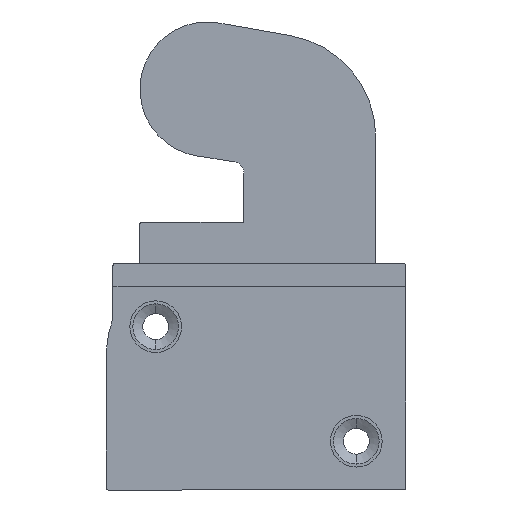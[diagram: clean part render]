
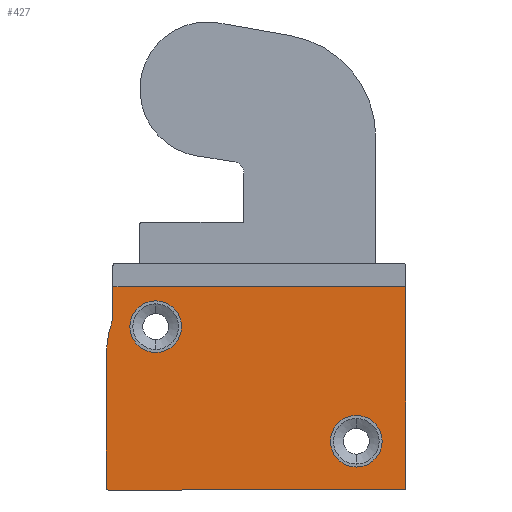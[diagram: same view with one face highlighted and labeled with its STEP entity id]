
A CAD part, left-side view. The second image highlights one B-rep face of the part: STEP entity #427.
In plain terms, the highlighted planar face has unit normal (-1, 0, 0).
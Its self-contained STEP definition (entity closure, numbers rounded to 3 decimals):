
#144 = CARTESIAN_POINT ( 'NONE',  ( -250., 282.4, 78. ) ) ;
#179 = AXIS2_PLACEMENT_3D ( 'NONE', #1768, #2166, #2376 ) ;
#182 = VERTEX_POINT ( 'NONE', #771 ) ;
#192 = DIRECTION ( 'NONE',  ( -1., 0., 0. ) ) ;
#194 = VERTEX_POINT ( 'NONE', #1922 ) ;
#197 = ORIENTED_EDGE ( 'NONE', *, *, #1906, .F. ) ;
#238 = EDGE_CURVE ( 'NONE', #1883, #1204, #1449, .T. ) ;
#242 = CARTESIAN_POINT ( 'NONE',  ( -250., 324.85, 94.921 ) ) ;
#244 = ORIENTED_EDGE ( 'NONE', *, *, #1008, .T. ) ;
#250 = CIRCLE ( 'NONE', #1243, 0.3 ) ;
#286 = LINE ( 'NONE', #685, #1244 ) ;
#302 = EDGE_CURVE ( 'NONE', #194, #475, #250, .T. ) ;
#306 = VERTEX_POINT ( 'NONE', #2423 ) ;
#351 = CARTESIAN_POINT ( 'NONE',  ( -250., 326., 88.5 ) ) ;
#356 = DIRECTION ( 'NONE',  ( 0., 0., 1. ) ) ;
#382 = ORIENTED_EDGE ( 'NONE', *, *, #560, .T. ) ;
#427 = ADVANCED_FACE ( 'NONE', ( #563, #460, #1475 ), #973, .F. ) ;
#446 = VERTEX_POINT ( 'NONE', #1757 ) ;
#456 = LINE ( 'NONE', #2361, #953 ) ;
#460 = FACE_BOUND ( 'NONE', #476, .T. ) ;
#475 = VERTEX_POINT ( 'NONE', #2006 ) ;
#476 = EDGE_LOOP ( 'NONE', ( #2108, #2363 ) ) ;
#482 = AXIS2_PLACEMENT_3D ( 'NONE', #1332, #192, #1521 ) ;
#486 = DIRECTION ( 'NONE',  ( 0., 0., 1. ) ) ;
#538 = VECTOR ( 'NONE', #356, 1000. ) ;
#554 = DIRECTION ( 'NONE',  ( 0., 0., 1. ) ) ;
#560 = EDGE_CURVE ( 'NONE', #182, #306, #598, .T. ) ;
#563 = FACE_BOUND ( 'NONE', #1948, .T. ) ;
#598 = CIRCLE ( 'NONE', #1451, 0.3 ) ;
#604 = CARTESIAN_POINT ( 'NONE',  ( -250., 324.85, 104.2 ) ) ;
#614 = VERTEX_POINT ( 'NONE', #1202 ) ;
#682 = ORIENTED_EDGE ( 'NONE', *, *, #2440, .T. ) ;
#685 = CARTESIAN_POINT ( 'NONE',  ( -250., 325.7, 65. ) ) ;
#688 = DIRECTION ( 'NONE',  ( 0., -1., 0. ) ) ;
#717 = ORIENTED_EDGE ( 'NONE', *, *, #742, .T. ) ;
#742 = EDGE_CURVE ( 'NONE', #306, #1782, #1558, .T. ) ;
#754 = CARTESIAN_POINT ( 'NONE',  ( -250., 282.4, 73.5 ) ) ;
#767 = ORIENTED_EDGE ( 'NONE', *, *, #1559, .F. ) ;
#771 = CARTESIAN_POINT ( 'NONE',  ( -250., 274.1, 65. ) ) ;
#787 = CIRCLE ( 'NONE', #1019, 18.5 ) ;
#859 = EDGE_CURVE ( 'NONE', #1384, #194, #1874, .T. ) ;
#870 = DIRECTION ( 'NONE',  ( -1., 0., 0. ) ) ;
#875 = CARTESIAN_POINT ( 'NONE',  ( -250., 307.5, 88.5 ) ) ;
#926 = VERTEX_POINT ( 'NONE', #242 ) ;
#953 = VECTOR ( 'NONE', #688, 1000. ) ;
#973 = PLANE ( 'NONE',  #2419 ) ;
#989 = CARTESIAN_POINT ( 'NONE',  ( -250., 282.4, 69. ) ) ;
#993 = EDGE_LOOP ( 'NONE', ( #1165, #244, #682, #1184, #2140, #2258, #382, #717 ) ) ;
#1008 = EDGE_CURVE ( 'NONE', #1511, #926, #1110, .T. ) ;
#1019 = AXIS2_PLACEMENT_3D ( 'NONE', #875, #2240, #1065 ) ;
#1024 = DIRECTION ( 'NONE',  ( 0., 0., 1. ) ) ;
#1065 = DIRECTION ( 'NONE',  ( 0., 0., 1. ) ) ;
#1110 = LINE ( 'NONE', #604, #1562 ) ;
#1165 = ORIENTED_EDGE ( 'NONE', *, *, #1529, .F. ) ;
#1168 = DIRECTION ( 'NONE',  ( 0., 0., 1. ) ) ;
#1178 = EDGE_CURVE ( 'NONE', #1204, #1883, #2297, .T. ) ;
#1184 = ORIENTED_EDGE ( 'NONE', *, *, #859, .T. ) ;
#1202 = CARTESIAN_POINT ( 'NONE',  ( -250., 317.4, 98. ) ) ;
#1204 = VERTEX_POINT ( 'NONE', #989 ) ;
#1243 = AXIS2_PLACEMENT_3D ( 'NONE', #2034, #870, #486 ) ;
#1244 = VECTOR ( 'NONE', #2040, 1000. ) ;
#1287 = AXIS2_PLACEMENT_3D ( 'NONE', #1503, #1963, #1024 ) ;
#1332 = CARTESIAN_POINT ( 'NONE',  ( -250., 317.4, 93.5 ) ) ;
#1384 = VERTEX_POINT ( 'NONE', #351 ) ;
#1418 = CARTESIAN_POINT ( 'NONE',  ( -250., 326., 88.5 ) ) ;
#1449 = CIRCLE ( 'NONE', #2213, 4.5 ) ;
#1451 = AXIS2_PLACEMENT_3D ( 'NONE', #2330, #2164, #1502 ) ;
#1470 = CIRCLE ( 'NONE', #1287, 4.5 ) ;
#1475 = FACE_OUTER_BOUND ( 'NONE', #993, .T. ) ;
#1502 = DIRECTION ( 'NONE',  ( 0., 0., 1. ) ) ;
#1503 = CARTESIAN_POINT ( 'NONE',  ( -250., 317.4, 93.5 ) ) ;
#1511 = VERTEX_POINT ( 'NONE', #2183 ) ;
#1521 = DIRECTION ( 'NONE',  ( 0., 0., 1. ) ) ;
#1529 = EDGE_CURVE ( 'NONE', #1511, #1782, #456, .T. ) ;
#1558 = LINE ( 'NONE', #1754, #538 ) ;
#1559 = EDGE_CURVE ( 'NONE', #614, #446, #1470, .T. ) ;
#1562 = VECTOR ( 'NONE', #2107, 1000. ) ;
#1566 = CARTESIAN_POINT ( 'NONE',  ( -250., 274.1, 65.3 ) ) ;
#1641 = CARTESIAN_POINT ( 'NONE',  ( -250., 273.8, 100.481 ) ) ;
#1643 = CIRCLE ( 'NONE', #482, 4.5 ) ;
#1754 = CARTESIAN_POINT ( 'NONE',  ( -250., 273.8, 65.3 ) ) ;
#1757 = CARTESIAN_POINT ( 'NONE',  ( -250., 317.4, 89. ) ) ;
#1768 = CARTESIAN_POINT ( 'NONE',  ( -250., 282.4, 73.5 ) ) ;
#1782 = VERTEX_POINT ( 'NONE', #1641 ) ;
#1874 = LINE ( 'NONE', #1418, #2338 ) ;
#1883 = VERTEX_POINT ( 'NONE', #144 ) ;
#1903 = DIRECTION ( 'NONE',  ( -1., 0., 0. ) ) ;
#1906 = EDGE_CURVE ( 'NONE', #446, #614, #1643, .T. ) ;
#1922 = CARTESIAN_POINT ( 'NONE',  ( -250., 326., 65.3 ) ) ;
#1948 = EDGE_LOOP ( 'NONE', ( #767, #197 ) ) ;
#1963 = DIRECTION ( 'NONE',  ( -1., 0., 0. ) ) ;
#2006 = CARTESIAN_POINT ( 'NONE',  ( -250., 325.7, 65. ) ) ;
#2034 = CARTESIAN_POINT ( 'NONE',  ( -250., 325.7, 65.3 ) ) ;
#2040 = DIRECTION ( 'NONE',  ( 0., -1., 0. ) ) ;
#2107 = DIRECTION ( 'NONE',  ( 0., 0., -1. ) ) ;
#2108 = ORIENTED_EDGE ( 'NONE', *, *, #238, .F. ) ;
#2140 = ORIENTED_EDGE ( 'NONE', *, *, #302, .T. ) ;
#2164 = DIRECTION ( 'NONE',  ( -1., 0., 0. ) ) ;
#2166 = DIRECTION ( 'NONE',  ( -1., 0., 0. ) ) ;
#2183 = CARTESIAN_POINT ( 'NONE',  ( -250., 324.85, 100.481 ) ) ;
#2213 = AXIS2_PLACEMENT_3D ( 'NONE', #754, #1903, #554 ) ;
#2240 = DIRECTION ( 'NONE',  ( -1., 0., 0. ) ) ;
#2258 = ORIENTED_EDGE ( 'NONE', *, *, #2447, .T. ) ;
#2293 = DIRECTION ( 'NONE',  ( 0., 0., -1. ) ) ;
#2297 = CIRCLE ( 'NONE', #179, 4.5 ) ;
#2330 = CARTESIAN_POINT ( 'NONE',  ( -250., 274.1, 65.3 ) ) ;
#2338 = VECTOR ( 'NONE', #2293, 1000. ) ;
#2356 = DIRECTION ( 'NONE',  ( 1., 0., 0. ) ) ;
#2361 = CARTESIAN_POINT ( 'NONE',  ( -250., 324.85, 100.481 ) ) ;
#2363 = ORIENTED_EDGE ( 'NONE', *, *, #1178, .F. ) ;
#2376 = DIRECTION ( 'NONE',  ( 0., 0., 1. ) ) ;
#2419 = AXIS2_PLACEMENT_3D ( 'NONE', #1566, #2356, #1168 ) ;
#2423 = CARTESIAN_POINT ( 'NONE',  ( -250., 273.8, 65.3 ) ) ;
#2440 = EDGE_CURVE ( 'NONE', #926, #1384, #787, .T. ) ;
#2447 = EDGE_CURVE ( 'NONE', #475, #182, #286, .T. ) ;
